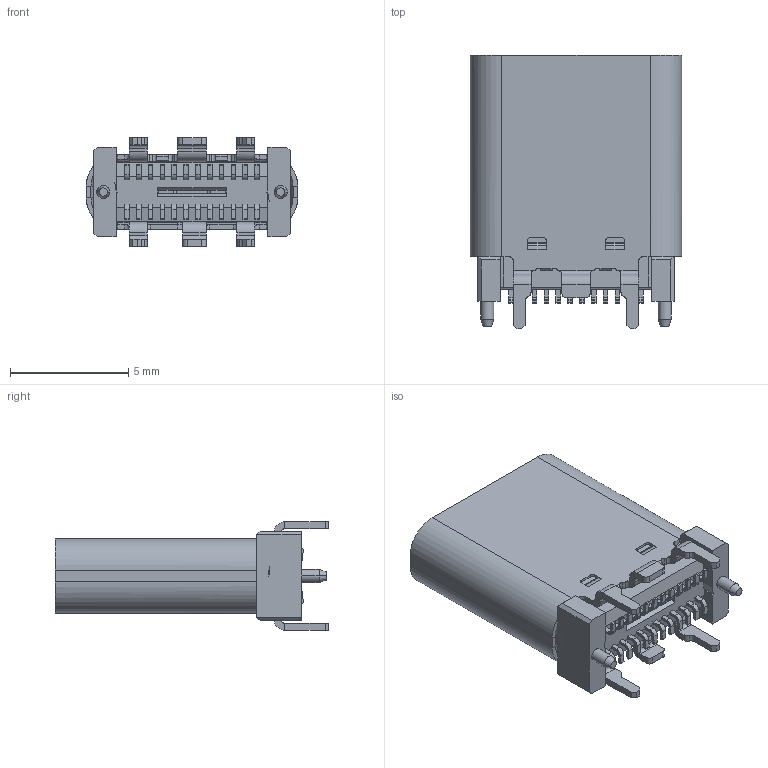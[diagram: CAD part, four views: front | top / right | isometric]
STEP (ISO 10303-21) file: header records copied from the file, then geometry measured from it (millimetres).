
FILE_DESCRIPTION((''),'2;1');
FILE_NAME('CF175-24-C3_TYPEC_H10_40_3D_ASM','2019-12-04T',('Administrator'),(''),'PRO/ENGINEER BY PARAMETRIC TECHNOLOGY CORPORATION, 2008380','PRO/ENGINEER BY PARAMETRIC TECHNOLOGY CORPORATION, 2008380','');
FILE_SCHEMA(('CONFIG_CONTROL_DESIGN'));
Length unit declared in the file: millimetre
Products named in the file (1): CF175-24-C3_TYPEC_H10_40_3D_ASM
Bounding box: 8.94 x 11.55 x 4.6 mm (x, y, z)
Volume: 159.9 mm3; surface area: 680.2 mm2
Topology: 1 solids, 44 shells, 1411 faces, 3469 edges, 2166 vertices
Faces by surface type: plane 1143, cylinder 232, cone 16, bspline 12, torus 8
Entity records: 41194 total; most frequent: CARTESIAN_POINT 7748, ORIENTED_EDGE 6938, DIRECTION 6729, EDGE_CURVE 3469, VECTOR 2877, LINE 2877, VERTEX_POINT 2166, AXIS2_PLACEMENT_3D 1926
